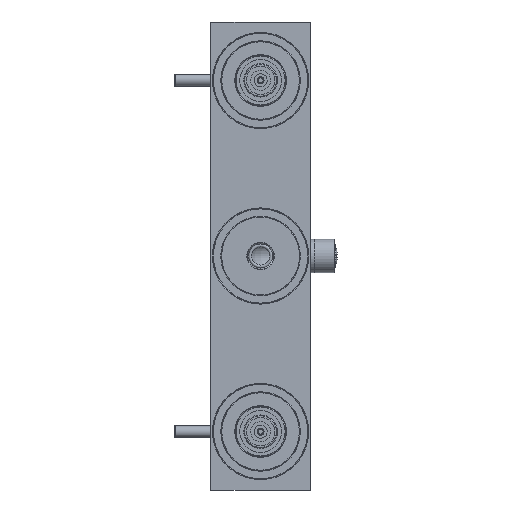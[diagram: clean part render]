
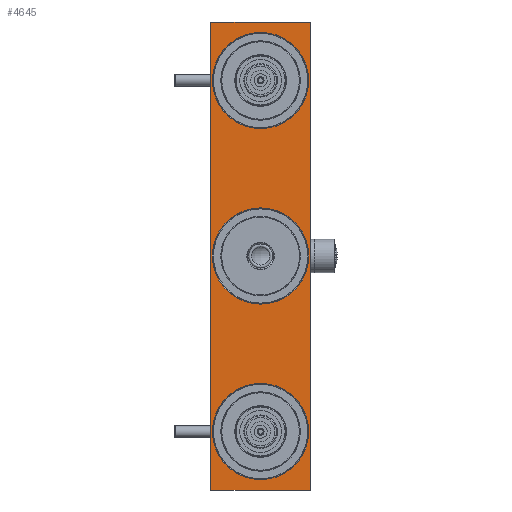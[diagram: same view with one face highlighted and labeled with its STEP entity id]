
A CAD part, front view. The second image highlights one B-rep face of the part: STEP entity #4645.
In plain terms, the highlighted face is planar.
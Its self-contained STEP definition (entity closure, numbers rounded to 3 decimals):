
#48=LINE('',#8459,#264);
#49=LINE('',#8464,#265);
#50=LINE('',#8468,#266);
#51=LINE('',#8472,#267);
#264=VECTOR('',#6879,1000.);
#265=VECTOR('',#6882,1000.);
#266=VECTOR('',#6885,1000.);
#267=VECTOR('',#6888,1000.);
#532=PLANE('',#6087);
#830=ORIENTED_EDGE('',*,*,#1972,.T.);
#831=ORIENTED_EDGE('',*,*,#1973,.T.);
#832=ORIENTED_EDGE('',*,*,#1974,.T.);
#833=ORIENTED_EDGE('',*,*,#1975,.F.);
#834=ORIENTED_EDGE('',*,*,#1976,.T.);
#835=ORIENTED_EDGE('',*,*,#1977,.F.);
#836=ORIENTED_EDGE('',*,*,#1978,.T.);
#837=ORIENTED_EDGE('',*,*,#1979,.F.);
#838=ORIENTED_EDGE('',*,*,#1980,.T.);
#839=ORIENTED_EDGE('',*,*,#1981,.F.);
#840=ORIENTED_EDGE('',*,*,#1982,.T.);
#1972=EDGE_CURVE('',#3646,#3646,#2541,.F.);
#1973=EDGE_CURVE('',#3647,#3647,#2542,.F.);
#1974=EDGE_CURVE('',#3648,#3648,#2543,.F.);
#1975=EDGE_CURVE('',#3649,#3650,#48,.T.);
#1976=EDGE_CURVE('',#3649,#3651,#2544,.T.);
#1977=EDGE_CURVE('',#3652,#3651,#49,.T.);
#1978=EDGE_CURVE('',#3652,#3653,#2545,.T.);
#1979=EDGE_CURVE('',#3654,#3653,#50,.T.);
#1980=EDGE_CURVE('',#3654,#3655,#2546,.T.);
#1981=EDGE_CURVE('',#3656,#3655,#51,.T.);
#1982=EDGE_CURVE('',#3656,#3650,#2547,.T.);
#2541=CIRCLE('',#6088,28.8);
#2542=CIRCLE('',#6089,28.8);
#2543=CIRCLE('',#6090,28.8);
#2544=CIRCLE('',#6091,0.3);
#2545=CIRCLE('',#6092,0.3);
#2546=CIRCLE('',#6093,0.3);
#2547=CIRCLE('',#6094,0.3);
#2888=EDGE_LOOP('',(#830));
#2889=EDGE_LOOP('',(#831));
#2890=EDGE_LOOP('',(#832));
#2891=EDGE_LOOP('',(#833,#834,#835,#836,#837,#838,#839,#840));
#3646=VERTEX_POINT('',#8454);
#3647=VERTEX_POINT('',#8456);
#3648=VERTEX_POINT('',#8458);
#3649=VERTEX_POINT('',#8460);
#3650=VERTEX_POINT('',#8461);
#3651=VERTEX_POINT('',#8463);
#3652=VERTEX_POINT('',#8465);
#3653=VERTEX_POINT('',#8467);
#3654=VERTEX_POINT('',#8469);
#3655=VERTEX_POINT('',#8471);
#3656=VERTEX_POINT('',#8473);
#4111=FACE_BOUND('',#2888,.T.);
#4112=FACE_BOUND('',#2889,.T.);
#4113=FACE_BOUND('',#2890,.T.);
#4114=FACE_BOUND('',#2891,.T.);
#4645=ADVANCED_FACE('',(#4111,#4112,#4113,#4114),#532,.T.);
#6087=AXIS2_PLACEMENT_3D('',#8452,#6871,#6872);
#6088=AXIS2_PLACEMENT_3D('',#8453,#6873,#6874);
#6089=AXIS2_PLACEMENT_3D('',#8455,#6875,#6876);
#6090=AXIS2_PLACEMENT_3D('',#8457,#6877,#6878);
#6091=AXIS2_PLACEMENT_3D('',#8462,#6880,#6881);
#6092=AXIS2_PLACEMENT_3D('',#8466,#6883,#6884);
#6093=AXIS2_PLACEMENT_3D('',#8470,#6886,#6887);
#6094=AXIS2_PLACEMENT_3D('',#8474,#6889,#6890);
#6871=DIRECTION('',(-1.,0.,0.));
#6872=DIRECTION('',(0.,0.,1.));
#6873=DIRECTION('',(-1.,0.,0.));
#6874=DIRECTION('',(0.,0.,1.));
#6875=DIRECTION('',(-1.,0.,0.));
#6876=DIRECTION('',(0.,0.,1.));
#6877=DIRECTION('',(-1.,0.,0.));
#6878=DIRECTION('',(0.,0.,1.));
#6879=DIRECTION('',(0.,0.,1.));
#6880=DIRECTION('',(-1.,0.,0.));
#6881=DIRECTION('',(0.,0.,1.));
#6882=DIRECTION('',(0.,1.,0.));
#6883=DIRECTION('',(-1.,0.,0.));
#6884=DIRECTION('',(0.,0.,1.));
#6885=DIRECTION('',(0.,0.,-1.));
#6886=DIRECTION('',(-1.,0.,0.));
#6887=DIRECTION('',(0.,0.,1.));
#6888=DIRECTION('',(0.,-1.,0.));
#6889=DIRECTION('',(-1.,0.,0.));
#6890=DIRECTION('',(0.,0.,1.));
#8452=CARTESIAN_POINT('',(2.,0.,0.));
#8453=CARTESIAN_POINT('',(2.,-105.,0.));
#8454=CARTESIAN_POINT('',(2.,-105.,28.8));
#8455=CARTESIAN_POINT('',(2.,105.,0.));
#8456=CARTESIAN_POINT('',(2.,105.,28.8));
#8457=CARTESIAN_POINT('',(2.,0.,0.));
#8458=CARTESIAN_POINT('',(2.,0.,28.8));
#8459=CARTESIAN_POINT('',(2.,140.,-30.));
#8460=CARTESIAN_POINT('',(2.,140.,-29.7));
#8461=CARTESIAN_POINT('',(2.,140.,29.7));
#8462=CARTESIAN_POINT('',(2.,139.7,-29.7));
#8463=CARTESIAN_POINT('',(2.,139.7,-30.));
#8464=CARTESIAN_POINT('',(2.,-140.,-30.));
#8465=CARTESIAN_POINT('',(2.,-139.7,-30.));
#8466=CARTESIAN_POINT('',(2.,-139.7,-29.7));
#8467=CARTESIAN_POINT('',(2.,-140.,-29.7));
#8468=CARTESIAN_POINT('',(2.,-140.,30.));
#8469=CARTESIAN_POINT('',(2.,-140.,29.7));
#8470=CARTESIAN_POINT('',(2.,-139.7,29.7));
#8471=CARTESIAN_POINT('',(2.,-139.7,30.));
#8472=CARTESIAN_POINT('',(2.,140.,30.));
#8473=CARTESIAN_POINT('',(2.,139.7,30.));
#8474=CARTESIAN_POINT('',(2.,139.7,29.7));
